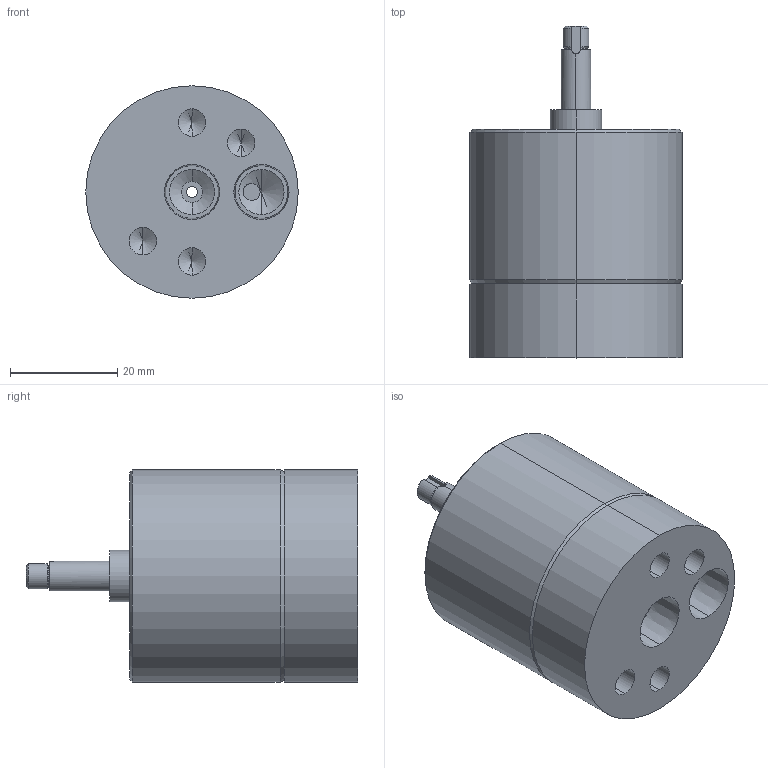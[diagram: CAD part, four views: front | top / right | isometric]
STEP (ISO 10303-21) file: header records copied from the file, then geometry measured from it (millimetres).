
FILE_DESCRIPTION (( 'STEP AP214' ), '1' );
FILE_NAME ('CTSC-001505.STEP', '2025-07-23T11:26:47', ( '' ), ( '' ), 'SwSTEP 2.0', 'SolidWorks 2023', '' );
FILE_SCHEMA (( 'AUTOMOTIVE_DESIGN' ));
Length unit declared in the file: inch
Products named in the file (1): CTSC-001505
Bounding box: 39.62 x 61.9 x 39.62 mm (x, y, z)
Volume: 49914.3 mm3; surface area: 11697.4 mm2
Topology: 1 solids, 3 shells, 87 faces, 192 edges, 114 vertices
Faces by surface type: cylinder 39, cone 24, plane 18, torus 6
Entity records: 3526 total; most frequent: CARTESIAN_POINT 488, DIRECTION 449, ORIENTED_EDGE 364, AXIS2_PLACEMENT_3D 189, EDGE_CURVE 182, VERTEX_POINT 114, EDGE_LOOP 106, CIRCLE 101
